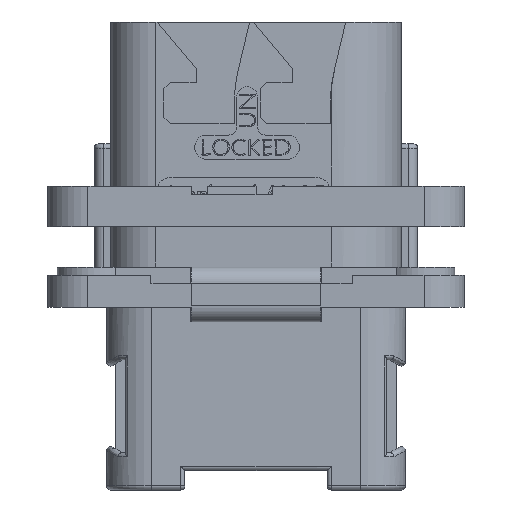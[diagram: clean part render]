
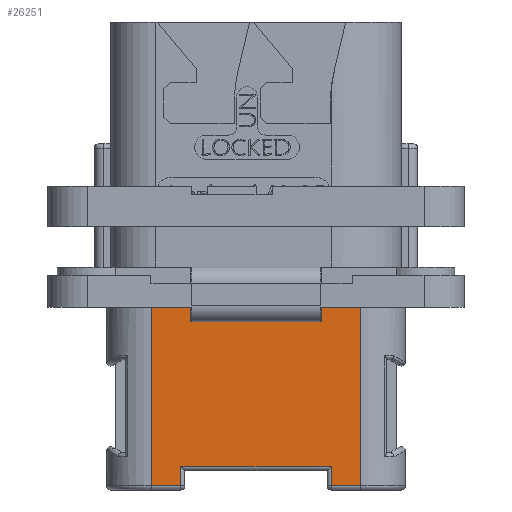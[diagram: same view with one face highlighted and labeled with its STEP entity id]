
A CAD part, left-side view. The second image highlights one B-rep face of the part: STEP entity #26251.
In plain terms, the highlighted planar face has unit normal (-1, 0, 0).
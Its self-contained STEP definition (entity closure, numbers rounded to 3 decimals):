
#2757=DIRECTION('',(0.,1.,0.));
#2758=VECTOR('',#2757,12.9);
#2759=CARTESIAN_POINT('',(-9.25,-6.45,0.));
#2760=LINE('',#2759,#2758);
#3329=DIRECTION('',(0.,1.,0.));
#3330=VECTOR('',#3329,9.294);
#3331=CARTESIAN_POINT('',(-9.25,-4.647,-9.85));
#3332=LINE('',#3331,#3330);
#3333=DIRECTION('',(0.,1.,0.));
#3334=VECTOR('',#3333,1.803);
#3335=CARTESIAN_POINT('',(-9.25,4.647,-11.05));
#3336=LINE('',#3335,#3334);
#3337=DIRECTION('',(0.,0.,1.));
#3338=VECTOR('',#3337,11.05);
#3339=CARTESIAN_POINT('',(-9.25,6.45,-11.05));
#3340=LINE('',#3339,#3338);
#3341=DIRECTION('',(0.,0.,1.));
#3342=VECTOR('',#3341,11.05);
#3343=CARTESIAN_POINT('',(-9.25,-6.45,-11.05));
#3344=LINE('',#3343,#3342);
#3345=DIRECTION('',(0.,1.,0.));
#3346=VECTOR('',#3345,1.803);
#3347=CARTESIAN_POINT('',(-9.25,-6.45,-11.05));
#3348=LINE('',#3347,#3346);
#3374=DIRECTION('',(0.,0.,-1.));
#3375=VECTOR('',#3374,1.2);
#3376=CARTESIAN_POINT('',(-9.25,-4.647,-9.85));
#3377=LINE('',#3376,#3375);
#7769=DIRECTION('',(0.,0.,1.));
#7770=VECTOR('',#7769,1.2);
#7771=CARTESIAN_POINT('',(-9.25,4.647,-11.05));
#7772=LINE('',#7771,#7770);
#20245=CARTESIAN_POINT('',(-9.25,-6.45,0.));
#20246=CARTESIAN_POINT('',(-9.25,6.45,0.));
#20247=VERTEX_POINT('',#20245);
#20248=VERTEX_POINT('',#20246);
#20345=CARTESIAN_POINT('',(-9.25,-6.45,-11.05));
#20346=VERTEX_POINT('',#20345);
#20349=CARTESIAN_POINT('',(-9.25,-4.647,-11.05));
#20350=VERTEX_POINT('',#20349);
#20366=CARTESIAN_POINT('',(-9.25,4.647,-11.05));
#20368=VERTEX_POINT('',#20366);
#20371=CARTESIAN_POINT('',(-9.25,6.45,-11.05));
#20372=VERTEX_POINT('',#20371);
#20798=CARTESIAN_POINT('',(-9.25,-4.647,-9.85));
#20799=CARTESIAN_POINT('',(-9.25,4.647,-9.85));
#20800=VERTEX_POINT('',#20798);
#20801=VERTEX_POINT('',#20799);
#26229=CARTESIAN_POINT('',(-9.25,-9.25,0.));
#26230=DIRECTION('',(-1.,0.,0.));
#26231=DIRECTION('',(0.,1.,0.));
#26232=AXIS2_PLACEMENT_3D('',#26229,#26230,#26231);
#26233=PLANE('',#26232);
#26235=ORIENTED_EDGE('',*,*,#26234,.T.);
#26237=ORIENTED_EDGE('',*,*,#26236,.F.);
#26239=ORIENTED_EDGE('',*,*,#26238,.T.);
#26241=ORIENTED_EDGE('',*,*,#26240,.T.);
#26242=ORIENTED_EDGE('',*,*,#25351,.F.);
#26244=ORIENTED_EDGE('',*,*,#26243,.F.);
#26246=ORIENTED_EDGE('',*,*,#26245,.T.);
#26248=ORIENTED_EDGE('',*,*,#26247,.F.);
#26249=EDGE_LOOP('',(#26235,#26237,#26239,#26241,#26242,#26244,#26246,#26248));
#26250=FACE_OUTER_BOUND('',#26249,.F.);
#26251=ADVANCED_FACE('',(#26250),#26233,.T.);
#25351=EDGE_CURVE('',#20247,#20248,#2760,.T.);
#26234=EDGE_CURVE('',#20800,#20801,#3332,.T.);
#26236=EDGE_CURVE('',#20368,#20801,#7772,.T.);
#26238=EDGE_CURVE('',#20368,#20372,#3336,.T.);
#26240=EDGE_CURVE('',#20372,#20248,#3340,.T.);
#26243=EDGE_CURVE('',#20346,#20247,#3344,.T.);
#26245=EDGE_CURVE('',#20346,#20350,#3348,.T.);
#26247=EDGE_CURVE('',#20800,#20350,#3377,.T.);
